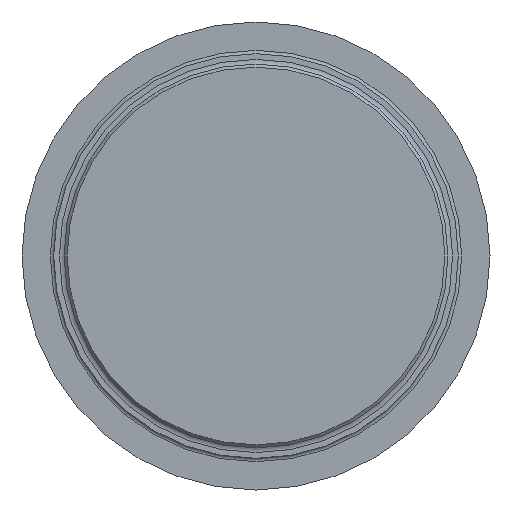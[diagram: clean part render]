
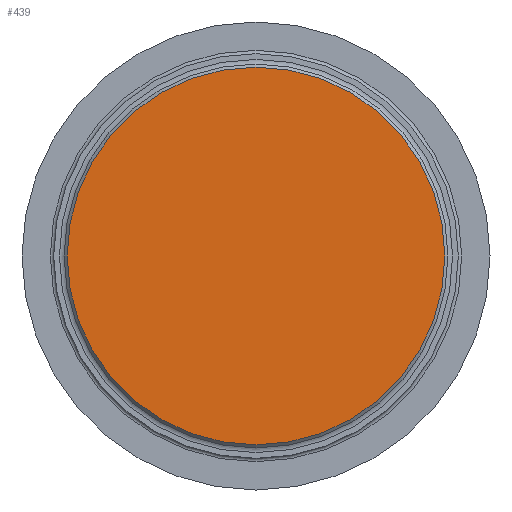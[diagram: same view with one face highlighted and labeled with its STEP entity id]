
A CAD part, front view. The second image highlights one B-rep face of the part: STEP entity #439.
In plain terms, the highlighted planar face has unit normal (0, -1, 0).
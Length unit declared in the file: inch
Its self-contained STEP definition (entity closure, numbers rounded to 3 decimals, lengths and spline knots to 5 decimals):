
#26=PLANE('',#537);
#83=FACE_OUTER_BOUND('',#112,.T.);
#112=EDGE_LOOP('',(#408,#409));
#165=CIRCLE('',#529,1.6645);
#166=CIRCLE('',#530,1.6645);
#213=VERTEX_POINT('',#833);
#214=VERTEX_POINT('',#835);
#278=EDGE_CURVE('',#213,#214,#165,.T.);
#279=EDGE_CURVE('',#214,#213,#166,.T.);
#408=ORIENTED_EDGE('',*,*,#279,.F.);
#409=ORIENTED_EDGE('',*,*,#278,.F.);
#439=ADVANCED_FACE('',(#83),#26,.F.);
#529=AXIS2_PLACEMENT_3D('',#836,#689,#690);
#530=AXIS2_PLACEMENT_3D('',#837,#691,#692);
#537=AXIS2_PLACEMENT_3D('',#844,#705,#706);
#689=DIRECTION('center_axis',(0.,1.,0.));
#690=DIRECTION('ref_axis',(0.,0.,1.));
#691=DIRECTION('center_axis',(0.,1.,0.));
#692=DIRECTION('ref_axis',(0.,0.,1.));
#705=DIRECTION('center_axis',(0.,1.,0.));
#706=DIRECTION('ref_axis',(0.,0.,1.));
#833=CARTESIAN_POINT('',(0.,-0.63,-1.6645));
#835=CARTESIAN_POINT('',(0.,-0.63,1.6645));
#836=CARTESIAN_POINT('Origin',(0.,-0.63,0.));
#837=CARTESIAN_POINT('Origin',(0.,-0.63,0.));
#844=CARTESIAN_POINT('Origin',(1.783,-0.63,0.));
